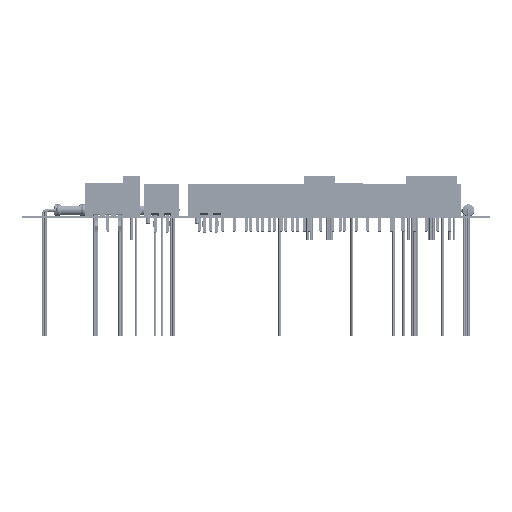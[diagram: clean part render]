
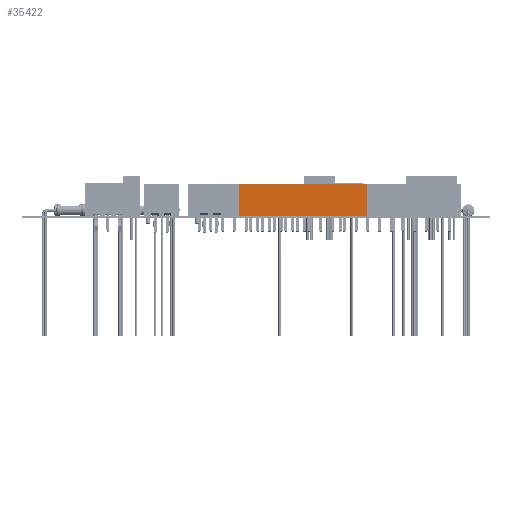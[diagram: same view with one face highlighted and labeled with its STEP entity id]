
A CAD part, left-side view. The second image highlights one B-rep face of the part: STEP entity #35422.
In plain terms, the highlighted face is planar.
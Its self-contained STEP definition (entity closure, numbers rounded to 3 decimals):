
#35261 = VERTEX_POINT('',#35262);
#35262 = CARTESIAN_POINT('',(-2.45,2.875,0.));
#35268 = EDGE_CURVE('',#35261,#35269,#35271,.T.);
#35269 = VERTEX_POINT('',#35270);
#35270 = CARTESIAN_POINT('',(-2.45,2.875,7.));
#35271 = LINE('',#35272,#35273);
#35272 = CARTESIAN_POINT('',(-2.45,2.875,0.));
#35273 = VECTOR('',#35274,1.);
#35274 = DIRECTION('',(0.,0.,1.));
#35345 = EDGE_CURVE('',#35269,#35346,#35348,.T.);
#35346 = VERTEX_POINT('',#35347);
#35347 = CARTESIAN_POINT('',(24.95,2.875,7.));
#35348 = LINE('',#35349,#35350);
#35349 = CARTESIAN_POINT('',(-2.45,2.875,7.));
#35350 = VECTOR('',#35351,1.);
#35351 = DIRECTION('',(1.,0.,0.));
#35422 = ADVANCED_FACE('',(#35423),#35441,.T.);
#35423 = FACE_BOUND('',#35424,.T.);
#35424 = EDGE_LOOP('',(#35425,#35433,#35434,#35435));
#35425 = ORIENTED_EDGE('',*,*,#35426,.F.);
#35426 = EDGE_CURVE('',#35261,#35427,#35429,.T.);
#35427 = VERTEX_POINT('',#35428);
#35428 = CARTESIAN_POINT('',(24.95,2.875,0.));
#35429 = LINE('',#35430,#35431);
#35430 = CARTESIAN_POINT('',(-2.45,2.875,0.));
#35431 = VECTOR('',#35432,1.);
#35432 = DIRECTION('',(1.,0.,0.));
#35433 = ORIENTED_EDGE('',*,*,#35268,.T.);
#35434 = ORIENTED_EDGE('',*,*,#35345,.T.);
#35435 = ORIENTED_EDGE('',*,*,#35436,.F.);
#35436 = EDGE_CURVE('',#35427,#35346,#35437,.T.);
#35437 = LINE('',#35438,#35439);
#35438 = CARTESIAN_POINT('',(24.95,2.875,0.));
#35439 = VECTOR('',#35440,1.);
#35440 = DIRECTION('',(0.,0.,1.));
#35441 = PLANE('',#35442);
#35442 = AXIS2_PLACEMENT_3D('',#35443,#35444,#35445);
#35443 = CARTESIAN_POINT('',(-2.45,2.875,0.));
#35444 = DIRECTION('',(0.,1.,0.));
#35445 = DIRECTION('',(0.,-0.,1.));
